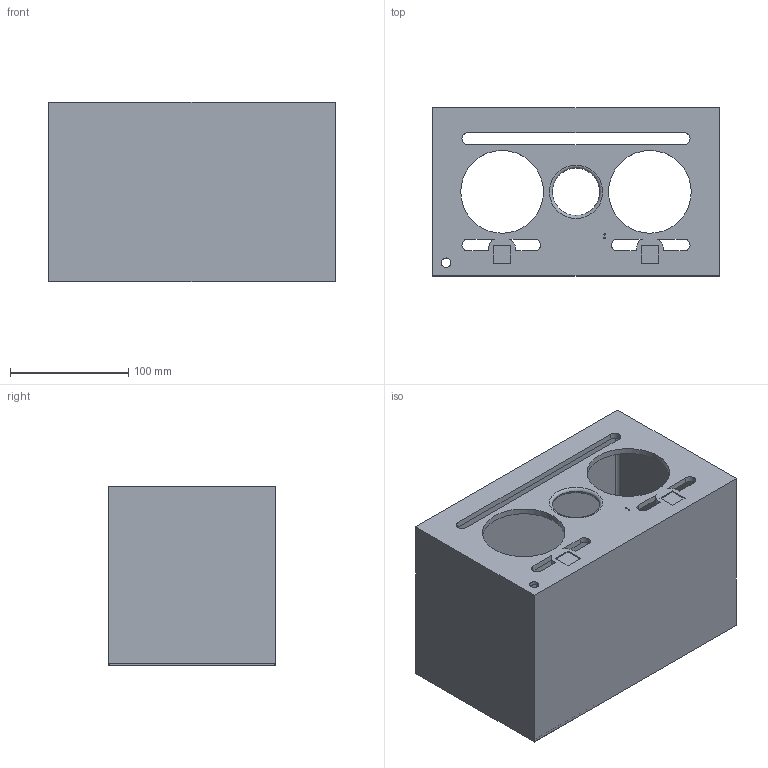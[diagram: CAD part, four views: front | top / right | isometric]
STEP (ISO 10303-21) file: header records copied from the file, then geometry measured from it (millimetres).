
FILE_DESCRIPTION(('HOOPS Exchange Step'),'2;1');
FILE_NAME('temp_export','2025-12-08T16:23:07-05:00',('haggertydl'),('Shapr3D Limited'),'HOOPS Exchange 2025.7','Shapr3D','Authorized');
FILE_SCHEMA( ('AP242_MANAGED_MODEL_BASED_3D_ENGINEERING_MIM_LF {1 0 10303 442 1 1 4}') );
Length unit declared in the file: millimetre
Products named in the file (1): root
Bounding box: 242 x 142 x 152 mm (x, y, z)
Volume: 641523.1 mm3; surface area: 280289.6 mm2
Topology: 1 solids, 1 shells, 84 faces, 227 edges, 152 vertices
Faces by surface type: plane 53, cylinder 22, bspline 7, torus 2
Full cylindrical faces by diameter (mm): 1.25 x2, 8 x1, 70 x2
Entity records: 3397 total; most frequent: CARTESIAN_POINT 1198, ORIENTED_EDGE 454, DIRECTION 420, EDGE_CURVE 227, VECTOR 158, LINE 158, VERTEX_POINT 152, AXIS2_PLACEMENT_3D 131
